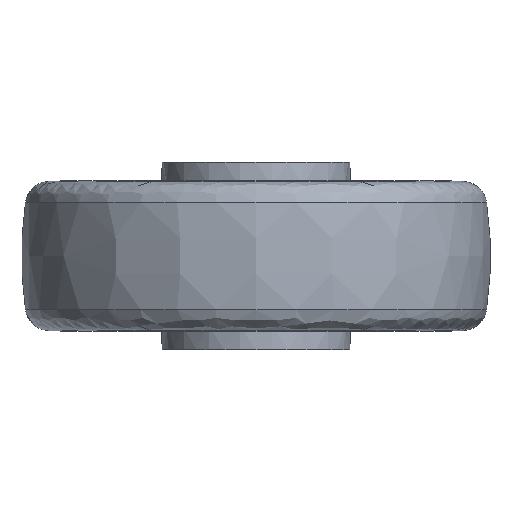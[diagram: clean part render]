
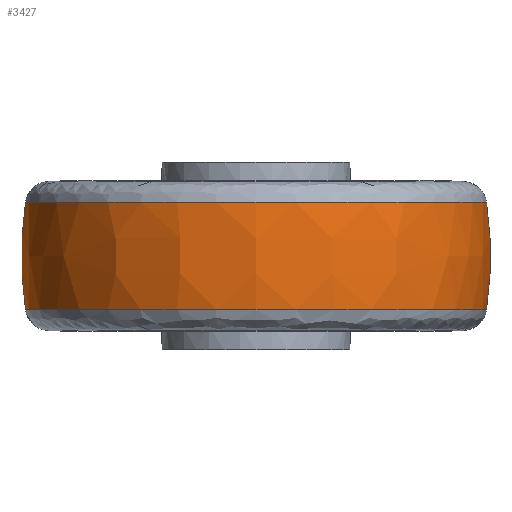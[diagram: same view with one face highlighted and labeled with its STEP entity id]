
A CAD part, front view. The second image highlights one B-rep face of the part: STEP entity #3427.
In plain terms, the highlighted free-form (B-spline) face has degree [3, 3] with [4, 4] control points.
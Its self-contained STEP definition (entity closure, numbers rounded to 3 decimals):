
#57 = CARTESIAN_POINT ( 'NONE',  ( 60.14, -122.934, 14.337 ) ) ;
#72 = CARTESIAN_POINT ( 'NONE',  ( 61.52, 0., 4.812 ) ) ;
#161 = AXIS2_PLACEMENT_3D ( 'NONE', #3770, #3759, #3469 ) ;
#373 = CARTESIAN_POINT ( 'NONE',  ( 61.52, -125.694, 4.812 ) ) ;
#415 = CARTESIAN_POINT ( 'NONE',  ( 60.14, 0., -14.337 ) ) ;
#493 = CARTESIAN_POINT ( 'NONE',  ( -1.327, 0., -14.337 ) ) ;
#671 = CARTESIAN_POINT ( 'NONE',  ( 60.14, 0., -14.337 ) ) ;
#724 = CARTESIAN_POINT ( 'NONE',  ( -64.174, -125.694, 4.812 ) ) ;
#761 = CARTESIAN_POINT ( 'NONE',  ( 36.173, 0., 0. ) ) ;
#779 = DIRECTION ( 'NONE',  ( 0., 1., 0. ) ) ;
#832 = CARTESIAN_POINT ( 'NONE',  ( -38.827, 0., 0. ) ) ;
#840 = CARTESIAN_POINT ( 'NONE',  ( -62.794, 0., -14.337 ) ) ;
#847 = DIRECTION ( 'NONE',  ( 0., -1., 0. ) ) ;
#932 = CARTESIAN_POINT ( 'NONE',  ( 61.52, 0., -4.812 ) ) ;
#935 = ORIENTED_EDGE ( 'NONE', *, *, #2892, .T. ) ;
#940 = AXIS2_PLACEMENT_3D ( 'NONE', #493, #1650, #2834 ) ;
#1061 = ORIENTED_EDGE ( 'NONE', *, *, #2990, .T. ) ;
#1283 = VERTEX_POINT ( 'NONE', #2402 ) ;
#1290 = CARTESIAN_POINT ( 'NONE',  ( -64.174, 0., -4.812 ) ) ;
#1318 = VERTEX_POINT ( 'NONE', #671 ) ;
#1477 = FACE_OUTER_BOUND ( 'NONE', #1785, .T. ) ;
#1511 = CIRCLE ( 'NONE', #2500, 100. ) ;
#1650 = DIRECTION ( 'NONE',  ( 0., 0., 1. ) ) ;
#1785 = EDGE_LOOP ( 'NONE', ( #935, #3646, #1061, #3082 ) ) ;
#1956 = VERTEX_POINT ( 'NONE', #3437 ) ;
#2020 = DIRECTION ( 'NONE',  ( 1., 0., 0. ) ) ;
#2061 = CIRCLE ( 'NONE', #161, 61.467 ) ;
#2085 = VERTEX_POINT ( 'NONE', #840 ) ;
#2142 = CARTESIAN_POINT ( 'NONE',  ( -62.794, 0., 14.337 ) ) ;
#2206 = CARTESIAN_POINT ( 'NONE',  ( -64.174, -125.694, -4.812 ) ) ;
#2253 = AXIS2_PLACEMENT_3D ( 'NONE', #761, #779, #3763 ) ;
#2402 = CARTESIAN_POINT ( 'NONE',  ( 60.14, 0., 14.337 ) ) ;
#2500 = AXIS2_PLACEMENT_3D ( 'NONE', #832, #847, #2020 ) ;
#2613 = CIRCLE ( 'NONE', #2253, 100. ) ;
#2834 = DIRECTION ( 'NONE',  ( -1., 0., 0. ) ) ;
#2892 = EDGE_CURVE ( 'NONE', #2085, #1318, #3359, .T. ) ;
#2990 = EDGE_CURVE ( 'NONE', #1283, #1956, #2061, .T. ) ;
#3011 = CARTESIAN_POINT ( 'NONE',  ( -62.794, -122.934, 14.337 ) ) ;
#3027 = CARTESIAN_POINT ( 'NONE',  ( -62.794, 0., -14.337 ) ) ;
#3082 = ORIENTED_EDGE ( 'NONE', *, *, #3541, .F. ) ;
#3233 =( BOUNDED_SURFACE ( )  B_SPLINE_SURFACE ( 3, 3, ( 
 ( #415, #3301, #3667, #3027 ),
 ( #932, #3386, #2206, #1290 ),
 ( #72, #373, #724, #3361 ),
 ( #3612, #57, #3011, #2142 ) ),
 .UNSPECIFIED., .F., .F., .F. ) 
 B_SPLINE_SURFACE_WITH_KNOTS ( ( 4, 4 ),
 ( 4, 4 ),
 ( 0., 1. ),
 ( 0., 1. ),
 .UNSPECIFIED. ) 
 GEOMETRIC_REPRESENTATION_ITEM ( )  RATIONAL_B_SPLINE_SURFACE ( (
 ( 1., 0.333, 0.333, 1.),
 ( 0.993, 0.331, 0.331, 0.993),
 ( 0.993, 0.331, 0.331, 0.993),
 ( 1., 0.333, 0.333, 1.) ) ) 
 REPRESENTATION_ITEM ( '' )  SURFACE ( )  );
#3301 = CARTESIAN_POINT ( 'NONE',  ( 60.14, -122.934, -14.337 ) ) ;
#3359 = CIRCLE ( 'NONE', #940, 61.467 ) ;
#3361 = CARTESIAN_POINT ( 'NONE',  ( -64.174, 0., 4.812 ) ) ;
#3386 = CARTESIAN_POINT ( 'NONE',  ( 61.52, -125.694, -4.812 ) ) ;
#3427 = ADVANCED_FACE ( 'NONE', ( #1477 ), #3233, .T. ) ;
#3437 = CARTESIAN_POINT ( 'NONE',  ( -62.794, 0., 14.337 ) ) ;
#3469 = DIRECTION ( 'NONE',  ( -1., 0., 0. ) ) ;
#3541 = EDGE_CURVE ( 'NONE', #2085, #1956, #2613, .T. ) ;
#3612 = CARTESIAN_POINT ( 'NONE',  ( 60.14, 0., 14.337 ) ) ;
#3646 = ORIENTED_EDGE ( 'NONE', *, *, #3686, .T. ) ;
#3667 = CARTESIAN_POINT ( 'NONE',  ( -62.794, -122.934, -14.337 ) ) ;
#3686 = EDGE_CURVE ( 'NONE', #1318, #1283, #1511, .T. ) ;
#3759 = DIRECTION ( 'NONE',  ( 0., 0., -1. ) ) ;
#3763 = DIRECTION ( 'NONE',  ( -1., 0., 0. ) ) ;
#3770 = CARTESIAN_POINT ( 'NONE',  ( -1.327, 0., 14.337 ) ) ;
